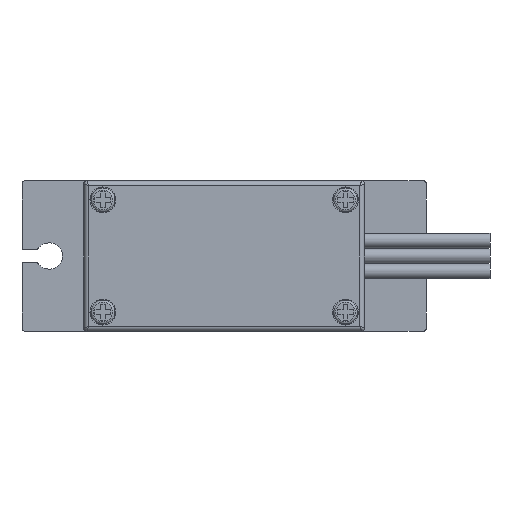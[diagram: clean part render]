
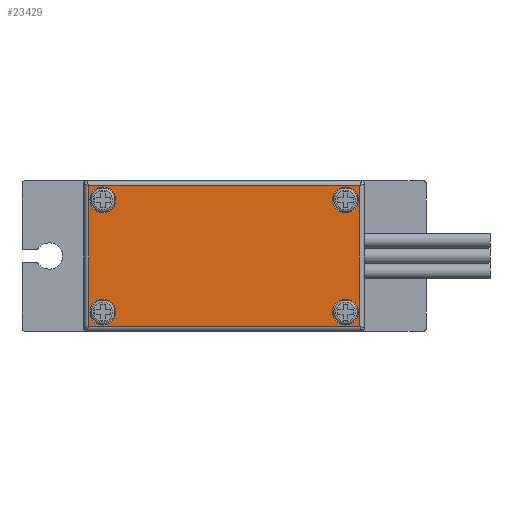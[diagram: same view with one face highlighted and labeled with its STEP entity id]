
A CAD part, front view. The second image highlights one B-rep face of the part: STEP entity #23429.
In plain terms, the highlighted planar face has unit normal (0, -1, 0).
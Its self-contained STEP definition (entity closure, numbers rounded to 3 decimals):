
#2697 = CARTESIAN_POINT ( 'NONE',  ( -0.381, -22.6, 11.619 ) ) ;
#2698 = CARTESIAN_POINT ( 'NONE',  ( -22.019, -22.6, 11.619 ) ) ;
#2703 = CARTESIAN_POINT ( 'NONE',  ( -22.019, -22.6, 0.381 ) ) ;
#2704 = CARTESIAN_POINT ( 'NONE',  ( -0.381, -22.6, 0.381 ) ) ;
#3456 = CARTESIAN_POINT ( 'NONE',  ( -19.847, -22.6, 1.524 ) ) ;
#3457 = CARTESIAN_POINT ( 'NONE',  ( -2.553, -22.6, 1.524 ) ) ;
#3466 = CARTESIAN_POINT ( 'NONE',  ( -21.905, -22.6, 10.476 ) ) ;
#3467 = CARTESIAN_POINT ( 'NONE',  ( -0.495, -22.6, 10.476 ) ) ;
#8399 = CIRCLE ( 'NONE', #39324, 1.029 ) ;
#8409 = CIRCLE ( 'NONE', #39331, 1.029 ) ;
#8465 = LINE ( 'NONE', #11901, #8469 ) ;
#8469 = VECTOR ( 'NONE', #11905, 1000. ) ;
#8524 = LINE ( 'NONE', #12010, #8527 ) ;
#8527 = VECTOR ( 'NONE', #12011, 1000. ) ;
#8689 = LINE ( 'NONE', #12460, #8695 ) ;
#8693 = CIRCLE ( 'NONE', #39498, 1.029 ) ;
#8695 = VECTOR ( 'NONE', #12486, 1000. ) ;
#8710 = CIRCLE ( 'NONE', #39511, 1.029 ) ;
#8767 = LINE ( 'NONE', #12794, #8769 ) ;
#8769 = VECTOR ( 'NONE', #12796, 1000. ) ;
#11777 = CARTESIAN_POINT ( 'NONE',  ( -20.876, -22.6, 1.524 ) ) ;
#11778 = DIRECTION ( 'NONE',  ( 0., -1., 0. ) ) ;
#11779 = DIRECTION ( 'NONE',  ( 1., 0., 0. ) ) ;
#11793 = CARTESIAN_POINT ( 'NONE',  ( -1.524, -22.6, 1.524 ) ) ;
#11794 = DIRECTION ( 'NONE',  ( 0., -1., 0. ) ) ;
#11795 = DIRECTION ( 'NONE',  ( -1., 0., 0. ) ) ;
#11901 = CARTESIAN_POINT ( 'NONE',  ( 0., -22.6, 11.619 ) ) ;
#11905 = DIRECTION ( 'NONE',  ( -1., 0., 0. ) ) ;
#12010 = CARTESIAN_POINT ( 'NONE',  ( -0.381, -22.6, 12. ) ) ;
#12011 = DIRECTION ( 'NONE',  ( 0., 0., 1. ) ) ;
#12460 = CARTESIAN_POINT ( 'NONE',  ( -22.019, -22.6, 12. ) ) ;
#12486 = DIRECTION ( 'NONE',  ( 0., 0., -1. ) ) ;
#12515 = CARTESIAN_POINT ( 'NONE',  ( -20.876, -22.6, 10.476 ) ) ;
#12517 = DIRECTION ( 'NONE',  ( 0., -1., 0. ) ) ;
#12519 = DIRECTION ( 'NONE',  ( -1., 0., 0. ) ) ;
#12591 = CARTESIAN_POINT ( 'NONE',  ( -1.524, -22.6, 10.476 ) ) ;
#12593 = DIRECTION ( 'NONE',  ( 0., -1., 0. ) ) ;
#12595 = DIRECTION ( 'NONE',  ( 1., 0., 0. ) ) ;
#12794 = CARTESIAN_POINT ( 'NONE',  ( -0.254, -22.6, 0.381 ) ) ;
#12796 = DIRECTION ( 'NONE',  ( 1., 0., 0. ) ) ;
#20211 = EDGE_CURVE ( 'NONE', #41265, #41265, #8399, .T. ) ;
#20217 = EDGE_CURVE ( 'NONE', #41266, #41266, #8409, .T. ) ;
#20259 = EDGE_CURVE ( 'NONE', #28254, #28255, #8465, .T. ) ;
#20300 = EDGE_CURVE ( 'NONE', #28261, #28254, #8524, .T. ) ;
#20423 = EDGE_CURVE ( 'NONE', #28255, #28260, #8689, .T. ) ;
#20427 = EDGE_CURVE ( 'NONE', #41275, #41275, #8693, .T. ) ;
#20439 = EDGE_CURVE ( 'NONE', #41276, #41276, #8710, .T. ) ;
#20475 = EDGE_CURVE ( 'NONE', #28260, #28261, #8767, .T. ) ;
#23429 = ADVANCED_FACE ( 'NONE', ( #41166, #41168, #41158, #41167, #41159 ), #46102, .F. ) ;
#27828 = EDGE_LOOP ( 'NONE', ( #29284 ) ) ;
#27844 = EDGE_LOOP ( 'NONE', ( #29278, #29279, #29280, #29281 ) ) ;
#27849 = EDGE_LOOP ( 'NONE', ( #29285 ) ) ;
#27873 = EDGE_LOOP ( 'NONE', ( #29283 ) ) ;
#27895 = EDGE_LOOP ( 'NONE', ( #29282 ) ) ;
#28254 = VERTEX_POINT ( 'NONE', #2697 ) ;
#28255 = VERTEX_POINT ( 'NONE', #2698 ) ;
#28260 = VERTEX_POINT ( 'NONE', #2703 ) ;
#28261 = VERTEX_POINT ( 'NONE', #2704 ) ;
#29278 = ORIENTED_EDGE ( 'NONE', *, *, #20259, .T. ) ;
#29279 = ORIENTED_EDGE ( 'NONE', *, *, #20423, .T. ) ;
#29280 = ORIENTED_EDGE ( 'NONE', *, *, #20475, .T. ) ;
#29281 = ORIENTED_EDGE ( 'NONE', *, *, #20300, .T. ) ;
#29282 = ORIENTED_EDGE ( 'NONE', *, *, #20439, .F. ) ;
#29283 = ORIENTED_EDGE ( 'NONE', *, *, #20217, .F. ) ;
#29284 = ORIENTED_EDGE ( 'NONE', *, *, #20427, .F. ) ;
#29285 = ORIENTED_EDGE ( 'NONE', *, *, #20211, .F. ) ;
#39324 = AXIS2_PLACEMENT_3D ( 'NONE', #11777, #11778, #11779 ) ;
#39331 = AXIS2_PLACEMENT_3D ( 'NONE', #11793, #11794, #11795 ) ;
#39498 = AXIS2_PLACEMENT_3D ( 'NONE', #12515, #12517, #12519 ) ;
#39511 = AXIS2_PLACEMENT_3D ( 'NONE', #12591, #12593, #12595 ) ;
#41158 = FACE_BOUND ( 'NONE', #27873, .T. ) ;
#41159 = FACE_BOUND ( 'NONE', #27849, .T. ) ;
#41166 = FACE_OUTER_BOUND ( 'NONE', #27844, .T. ) ;
#41167 = FACE_BOUND ( 'NONE', #27828, .T. ) ;
#41168 = FACE_BOUND ( 'NONE', #27895, .T. ) ;
#41265 = VERTEX_POINT ( 'NONE', #3456 ) ;
#41266 = VERTEX_POINT ( 'NONE', #3457 ) ;
#41275 = VERTEX_POINT ( 'NONE', #3466 ) ;
#41276 = VERTEX_POINT ( 'NONE', #3467 ) ;
#42864 = AXIS2_PLACEMENT_3D ( 'NONE', #46104, #46095, #46108 ) ;
#46095 = DIRECTION ( 'NONE',  ( 0., 1., 0. ) ) ;
#46102 = PLANE ( 'NONE',  #42864 ) ;
#46104 = CARTESIAN_POINT ( 'NONE',  ( 0., -22.6, 12. ) ) ;
#46108 = DIRECTION ( 'NONE',  ( -1., 0., 0. ) ) ;
